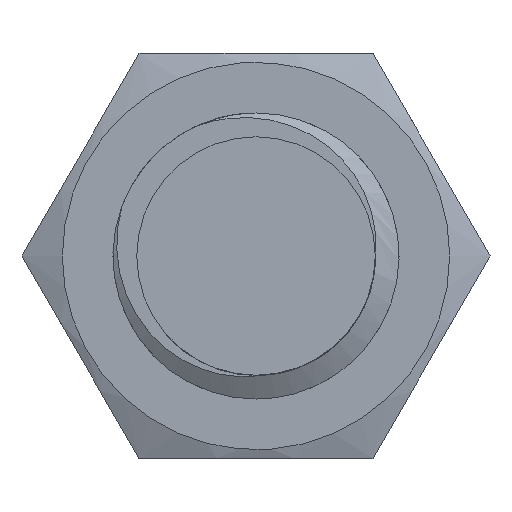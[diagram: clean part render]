
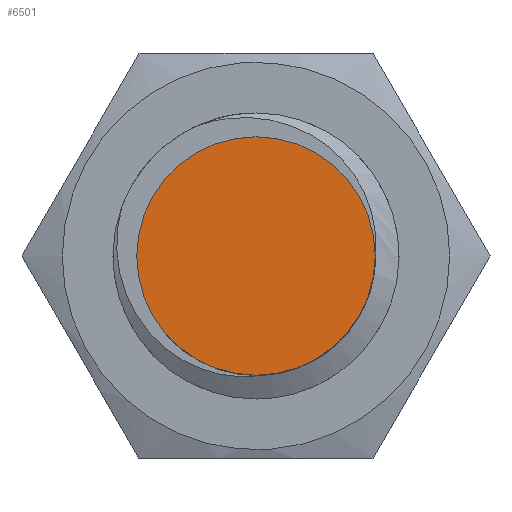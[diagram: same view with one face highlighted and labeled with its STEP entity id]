
A CAD part, left-side view. The second image highlights one B-rep face of the part: STEP entity #6501.
In plain terms, the highlighted planar face has unit normal (-1, 0, 0).
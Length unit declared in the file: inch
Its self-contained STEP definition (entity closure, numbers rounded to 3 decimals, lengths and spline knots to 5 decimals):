
#57 = CARTESIAN_POINT ( 'NONE',  ( 19.50082, 0., -4.47457 ) ) ;
#110 = CARTESIAN_POINT ( 'NONE',  ( 19.50082, 0., -4.27772 ) ) ;
#662 = DIRECTION ( 'NONE',  ( 1., 0., 0. ) ) ;
#794 = EDGE_LOOP ( 'NONE', ( #6758, #4664 ) ) ;
#964 = CARTESIAN_POINT ( 'NONE',  ( 19.50082, 0., -4.27772 ) ) ;
#2060 = CARTESIAN_POINT ( 'NONE',  ( 19.50082, 0., -4.27772 ) ) ;
#2156 = DIRECTION ( 'NONE',  ( 0., 0., -1. ) ) ;
#2639 = EDGE_CURVE ( 'NONE', #6714, #7702, #5464, .T. ) ;
#3068 = AXIS2_PLACEMENT_3D ( 'NONE', #964, #8999, #4591 ) ;
#3860 = DIRECTION ( 'NONE',  ( 0., 0., -1. ) ) ;
#4172 = AXIS2_PLACEMENT_3D ( 'NONE', #110, #4706, #3860 ) ;
#4591 = DIRECTION ( 'NONE',  ( 0., 0., -1. ) ) ;
#4664 = ORIENTED_EDGE ( 'NONE', *, *, #5777, .F. ) ;
#4706 = DIRECTION ( 'NONE',  ( 1., 0., 0. ) ) ;
#5412 = CIRCLE ( 'NONE', #3068, 0.19685 ) ;
#5464 = CIRCLE ( 'NONE', #7803, 0.19685 ) ;
#5777 = EDGE_CURVE ( 'NONE', #7702, #6714, #5412, .T. ) ;
#5827 = PLANE ( 'NONE',  #4172 ) ;
#6501 = ADVANCED_FACE ( 'NONE', ( #7431 ), #5827, .F. ) ;
#6673 = CARTESIAN_POINT ( 'NONE',  ( 19.50082, 0., -4.08087 ) ) ;
#6714 = VERTEX_POINT ( 'NONE', #57 ) ;
#6758 = ORIENTED_EDGE ( 'NONE', *, *, #2639, .F. ) ;
#7431 = FACE_OUTER_BOUND ( 'NONE', #794, .T. ) ;
#7702 = VERTEX_POINT ( 'NONE', #6673 ) ;
#7803 = AXIS2_PLACEMENT_3D ( 'NONE', #2060, #662, #2156 ) ;
#8999 = DIRECTION ( 'NONE',  ( 1., 0., 0. ) ) ;
